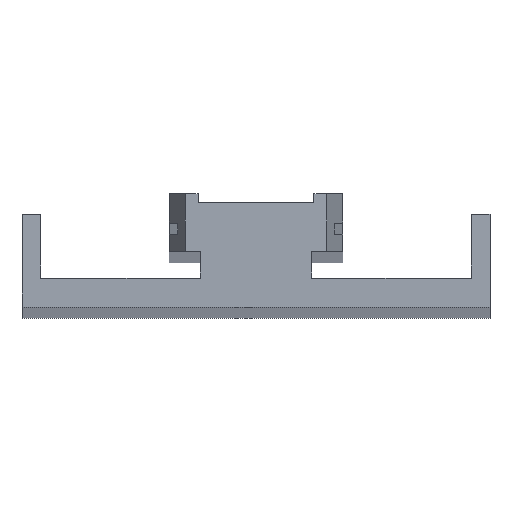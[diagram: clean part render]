
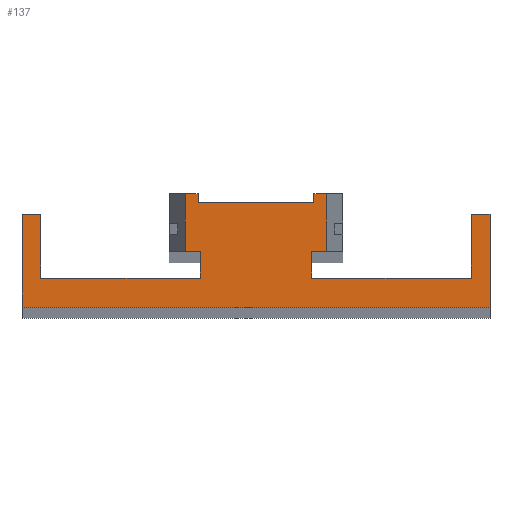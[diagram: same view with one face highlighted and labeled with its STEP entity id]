
A CAD part, top view. The second image highlights one B-rep face of the part: STEP entity #137.
In plain terms, the highlighted planar face has unit normal (0, 0, 1).
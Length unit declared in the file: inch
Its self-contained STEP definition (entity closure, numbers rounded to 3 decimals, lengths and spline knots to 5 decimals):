
#18 = VERTEX_POINT ( 'NONE', #223 ) ;
#31 = EDGE_CURVE ( 'NONE', #18, #1875, #270, .T. ) ;
#53 = ORIENTED_EDGE ( 'NONE', *, *, #1494, .F. ) ;
#54 = EDGE_LOOP ( 'NONE', ( #53, #66, #65, #62, #63, #60, #61, #73, #71, #72, #69, #70, #67, #68, #79, #80, #76, #77, #74, #75 ) ) ;
#55 = EDGE_CURVE ( 'NONE', #1690, #134, #289, .T. ) ;
#60 = ORIENTED_EDGE ( 'NONE', *, *, #131, .F. ) ;
#61 = ORIENTED_EDGE ( 'NONE', *, *, #55, .F. ) ;
#62 = ORIENTED_EDGE ( 'NONE', *, *, #1505, .F. ) ;
#63 = ORIENTED_EDGE ( 'NONE', *, *, #31, .F. ) ;
#64 = EDGE_CURVE ( 'NONE', #1491, #1863, #281, .T. ) ;
#65 = ORIENTED_EDGE ( 'NONE', *, *, #1866, .F. ) ;
#66 = ORIENTED_EDGE ( 'NONE', *, *, #64, .T. ) ;
#67 = ORIENTED_EDGE ( 'NONE', *, *, #1560, .T. ) ;
#68 = ORIENTED_EDGE ( 'NONE', *, *, #1825, .T. ) ;
#69 = ORIENTED_EDGE ( 'NONE', *, *, #1788, .T. ) ;
#70 = ORIENTED_EDGE ( 'NONE', *, *, #1734, .T. ) ;
#71 = ORIENTED_EDGE ( 'NONE', *, *, #1772, .T. ) ;
#72 = ORIENTED_EDGE ( 'NONE', *, *, #1781, .T. ) ;
#73 = ORIENTED_EDGE ( 'NONE', *, *, #1687, .F. ) ;
#74 = ORIENTED_EDGE ( 'NONE', *, *, #1427, .F. ) ;
#75 = ORIENTED_EDGE ( 'NONE', *, *, #1500, .F. ) ;
#76 = ORIENTED_EDGE ( 'NONE', *, *, #1511, .F. ) ;
#77 = ORIENTED_EDGE ( 'NONE', *, *, #1435, .T. ) ;
#78 = EDGE_CURVE ( 'NONE', #1528, #1422, #342, .T. ) ;
#79 = ORIENTED_EDGE ( 'NONE', *, *, #1524, .T. ) ;
#80 = ORIENTED_EDGE ( 'NONE', *, *, #78, .T. ) ;
#131 = EDGE_CURVE ( 'NONE', #134, #18, #360, .T. ) ;
#134 = VERTEX_POINT ( 'NONE', #352 ) ;
#137 = ADVANCED_FACE ( 'Face1', ( #351 ), #350, .F. ) ;
#223 = CARTESIAN_POINT ( 'NONE',  ( 0.08, 0.125, 14. ) ) ;
#263 = DIRECTION ( 'NONE',  ( 1., 0., 0. ) ) ;
#264 = VECTOR ( 'NONE', #263, 39.37008 ) ;
#265 = CARTESIAN_POINT ( 'NONE',  ( 0.08, 0.125, 14. ) ) ;
#270 = LINE ( 'NONE', #265, #264 ) ;
#278 = DIRECTION ( 'NONE',  ( 0., -1., 0. ) ) ;
#279 = VECTOR ( 'NONE', #278, 39.37008 ) ;
#280 = CARTESIAN_POINT ( 'NONE',  ( 0.705, 0.4, 14. ) ) ;
#281 = LINE ( 'NONE', #280, #279 ) ;
#286 = DIRECTION ( 'NONE',  ( 1., 0., 0. ) ) ;
#287 = VECTOR ( 'NONE', #286, 39.37008 ) ;
#288 = CARTESIAN_POINT ( 'NONE',  ( 0., 0.4, 14. ) ) ;
#289 = LINE ( 'NONE', #288, #287 ) ;
#339 = DIRECTION ( 'NONE',  ( 0., 1., 0. ) ) ;
#340 = VECTOR ( 'NONE', #339, 39.37008 ) ;
#341 = CARTESIAN_POINT ( 'NONE',  ( 1.315, 0.4, 14. ) ) ;
#342 = LINE ( 'NONE', #341, #340 ) ;
#346 = DIRECTION ( 'NONE',  ( -1., 0., 0. ) ) ;
#347 = DIRECTION ( 'NONE',  ( 0., 0., -1. ) ) ;
#348 = CARTESIAN_POINT ( 'NONE',  ( 0., 0.4, 14. ) ) ;
#349 = AXIS2_PLACEMENT_3D ( 'NONE', #348, #347, #346 ) ;
#350 = PLANE ( 'NONE',  #349 ) ;
#351 = FACE_OUTER_BOUND ( 'NONE', #54, .T. ) ;
#352 = CARTESIAN_POINT ( 'NONE',  ( 0.08, 0.4, 14. ) ) ;
#357 = DIRECTION ( 'NONE',  ( 0., -1., 0. ) ) ;
#358 = VECTOR ( 'NONE', #357, 39.37008 ) ;
#359 = CARTESIAN_POINT ( 'NONE',  ( 0.08, 0.4, 14. ) ) ;
#360 = LINE ( 'NONE', #359, #358 ) ;
#472 = CARTESIAN_POINT ( 'NONE',  ( 1.315, 0.49, 14. ) ) ;
#477 = CARTESIAN_POINT ( 'NONE',  ( 0.76, 0.45, 14. ) ) ;
#478 = CARTESIAN_POINT ( 'NONE',  ( 1.26, 0.49, 14. ) ) ;
#519 = DIRECTION ( 'NONE',  ( 0., -1., 0. ) ) ;
#520 = VECTOR ( 'NONE', #519, 39.37008 ) ;
#521 = CARTESIAN_POINT ( 'NONE',  ( 1.26, 0.49, 14. ) ) ;
#522 = LINE ( 'NONE', #521, #520 ) ;
#527 = CARTESIAN_POINT ( 'NONE',  ( 1.26, 0.45, 14. ) ) ;
#528 = DIRECTION ( 'NONE',  ( 1., 0., 0. ) ) ;
#529 = VECTOR ( 'NONE', #528, 39.37008 ) ;
#530 = CARTESIAN_POINT ( 'NONE',  ( 0.76, 0.45, 14. ) ) ;
#531 = LINE ( 'NONE', #530, #529 ) ;
#615 = CARTESIAN_POINT ( 'NONE',  ( 0.76, 0.49, 14. ) ) ;
#627 = DIRECTION ( 'NONE',  ( 0., -1., 0. ) ) ;
#628 = VECTOR ( 'NONE', #627, 39.37008 ) ;
#629 = CARTESIAN_POINT ( 'NONE',  ( 0.76, 0.49, 14. ) ) ;
#630 = LINE ( 'NONE', #629, #628 ) ;
#637 = DIRECTION ( 'NONE',  ( 1., 0., 0. ) ) ;
#638 = VECTOR ( 'NONE', #637, 39.37008 ) ;
#639 = CARTESIAN_POINT ( 'NONE',  ( 0.635, 0.49, 14. ) ) ;
#640 = LINE ( 'NONE', #639, #638 ) ;
#645 = CARTESIAN_POINT ( 'NONE',  ( 0.705, 0.49, 14. ) ) ;
#669 = DIRECTION ( 'NONE',  ( 1., 0., 0. ) ) ;
#670 = VECTOR ( 'NONE', #669, 39.37008 ) ;
#671 = CARTESIAN_POINT ( 'NONE',  ( 1.26, 0.49, 14. ) ) ;
#672 = LINE ( 'NONE', #671, #670 ) ;
#677 = DIRECTION ( 'NONE',  ( 0., 1., 0. ) ) ;
#678 = VECTOR ( 'NONE', #677, 39.37008 ) ;
#679 = CARTESIAN_POINT ( 'NONE',  ( 0.77, 0.125, 14. ) ) ;
#680 = LINE ( 'NONE', #679, #678 ) ;
#700 = CARTESIAN_POINT ( 'NONE',  ( 1.315, 0.24, 14. ) ) ;
#703 = DIRECTION ( 'NONE',  ( 1., 0., 0. ) ) ;
#704 = VECTOR ( 'NONE', #703, 39.37008 ) ;
#705 = CARTESIAN_POINT ( 'NONE',  ( 1.25, 0.24, 14. ) ) ;
#706 = LINE ( 'NONE', #705, #704 ) ;
#764 = DIRECTION ( 'NONE',  ( -1., 0., 0. ) ) ;
#765 = VECTOR ( 'NONE', #764, 39.37008 ) ;
#766 = CARTESIAN_POINT ( 'NONE',  ( 1.94, 0.125, 14. ) ) ;
#767 = LINE ( 'NONE', #766, #765 ) ;
#1045 = CARTESIAN_POINT ( 'NONE',  ( 0., 0.4, 14. ) ) ;
#1046 = DIRECTION ( 'NONE',  ( 0., 1., 0. ) ) ;
#1047 = VECTOR ( 'NONE', #1046, 39.37008 ) ;
#1048 = CARTESIAN_POINT ( 'NONE',  ( 0., 0., 14. ) ) ;
#1049 = LINE ( 'NONE', #1048, #1047 ) ;
#1096 = DIRECTION ( 'NONE',  ( 0., -1., 0. ) ) ;
#1097 = VECTOR ( 'NONE', #1096, 39.37008 ) ;
#1098 = CARTESIAN_POINT ( 'NONE',  ( 1.94, 0.4, 14. ) ) ;
#1099 = LINE ( 'NONE', #1098, #1097 ) ;
#1130 = CARTESIAN_POINT ( 'NONE',  ( 0., 0., 14. ) ) ;
#1157 = DIRECTION ( 'NONE',  ( 1., 0., 0. ) ) ;
#1158 = VECTOR ( 'NONE', #1157, 39.37008 ) ;
#1159 = CARTESIAN_POINT ( 'NONE',  ( 0., 0., 14. ) ) ;
#1164 = LINE ( 'NONE', #1159, #1158 ) ;
#1193 = DIRECTION ( 'NONE',  ( -1., 0., 0. ) ) ;
#1194 = VECTOR ( 'NONE', #1193, 39.37008 ) ;
#1195 = CARTESIAN_POINT ( 'NONE',  ( 2.02, 0.4, 14. ) ) ;
#1196 = LINE ( 'NONE', #1195, #1194 ) ;
#1205 = CARTESIAN_POINT ( 'NONE',  ( 2.02, 0.4, 14. ) ) ;
#1206 = DIRECTION ( 'NONE',  ( 0., 1., 0. ) ) ;
#1207 = VECTOR ( 'NONE', #1206, 39.37008 ) ;
#1208 = CARTESIAN_POINT ( 'NONE',  ( 2.02, 0., 14. ) ) ;
#1209 = LINE ( 'NONE', #1208, #1207 ) ;
#1223 = CARTESIAN_POINT ( 'NONE',  ( 1.25, 0.125, 14. ) ) ;
#1240 = CARTESIAN_POINT ( 'NONE',  ( 1.94, 0.125, 14. ) ) ;
#1251 = CARTESIAN_POINT ( 'NONE',  ( 1.94, 0.4, 14. ) ) ;
#1287 = CARTESIAN_POINT ( 'NONE',  ( 2.02, 0., 14. ) ) ;
#1292 = CARTESIAN_POINT ( 'NONE',  ( 1.25, 0.24, 14. ) ) ;
#1315 = DIRECTION ( 'NONE',  ( 0., 1., 0. ) ) ;
#1316 = VECTOR ( 'NONE', #1315, 39.37008 ) ;
#1317 = CARTESIAN_POINT ( 'NONE',  ( 1.25, 0.125, 14. ) ) ;
#1318 = LINE ( 'NONE', #1317, #1316 ) ;
#1319 = CARTESIAN_POINT ( 'NONE',  ( 0.705, 0.24, 14. ) ) ;
#1362 = CARTESIAN_POINT ( 'NONE',  ( 0.77, 0.125, 14. ) ) ;
#1372 = CARTESIAN_POINT ( 'NONE',  ( 0.77, 0.24, 14. ) ) ;
#1377 = DIRECTION ( 'NONE',  ( -1., 0., 0. ) ) ;
#1378 = VECTOR ( 'NONE', #1377, 39.37008 ) ;
#1379 = CARTESIAN_POINT ( 'NONE',  ( 0.77, 0.24, 14. ) ) ;
#1380 = LINE ( 'NONE', #1379, #1378 ) ;
#1417 = VERTEX_POINT ( 'NONE', #478 ) ;
#1418 = VERTEX_POINT ( 'NONE', #477 ) ;
#1422 = VERTEX_POINT ( 'NONE', #472 ) ;
#1427 = EDGE_CURVE ( 'Edge8', #1418, #1430, #531, .T. ) ;
#1430 = VERTEX_POINT ( 'NONE', #527 ) ;
#1435 = EDGE_CURVE ( 'NONE', #1417, #1430, #522, .T. ) ;
#1474 = VERTEX_POINT ( 'NONE', #615 ) ;
#1491 = VERTEX_POINT ( 'NONE', #645 ) ;
#1494 = EDGE_CURVE ( 'NONE', #1491, #1474, #640, .T. ) ;
#1500 = EDGE_CURVE ( 'NONE', #1474, #1418, #630, .T. ) ;
#1505 = EDGE_CURVE ( 'NONE', #1875, #1869, #680, .T. ) ;
#1511 = EDGE_CURVE ( 'NONE', #1417, #1422, #672, .T. ) ;
#1524 = EDGE_CURVE ( 'NONE', #1841, #1528, #706, .T. ) ;
#1528 = VERTEX_POINT ( 'NONE', #700 ) ;
#1560 = EDGE_CURVE ( 'Edge15', #1799, #1808, #767, .T. ) ;
#1687 = EDGE_CURVE ( 'NONE', #1756, #1690, #1049, .T. ) ;
#1690 = VERTEX_POINT ( 'NONE', #1045 ) ;
#1734 = EDGE_CURVE ( 'NONE', #1792, #1799, #1099, .T. ) ;
#1756 = VERTEX_POINT ( 'NONE', #1130 ) ;
#1772 = EDGE_CURVE ( 'Edge13', #1756, #1846, #1164, .T. ) ;
#1781 = EDGE_CURVE ( 'NONE', #1846, #1782, #1209, .T. ) ;
#1782 = VERTEX_POINT ( 'NONE', #1205 ) ;
#1788 = EDGE_CURVE ( 'NONE', #1782, #1792, #1196, .T. ) ;
#1792 = VERTEX_POINT ( 'NONE', #1251 ) ;
#1799 = VERTEX_POINT ( 'NONE', #1240 ) ;
#1808 = VERTEX_POINT ( 'NONE', #1223 ) ;
#1825 = EDGE_CURVE ( 'NONE', #1808, #1841, #1318, .T. ) ;
#1841 = VERTEX_POINT ( 'NONE', #1292 ) ;
#1846 = VERTEX_POINT ( 'NONE', #1287 ) ;
#1863 = VERTEX_POINT ( 'NONE', #1319 ) ;
#1866 = EDGE_CURVE ( 'NONE', #1869, #1863, #1380, .T. ) ;
#1869 = VERTEX_POINT ( 'NONE', #1372 ) ;
#1875 = VERTEX_POINT ( 'NONE', #1362 ) ;
